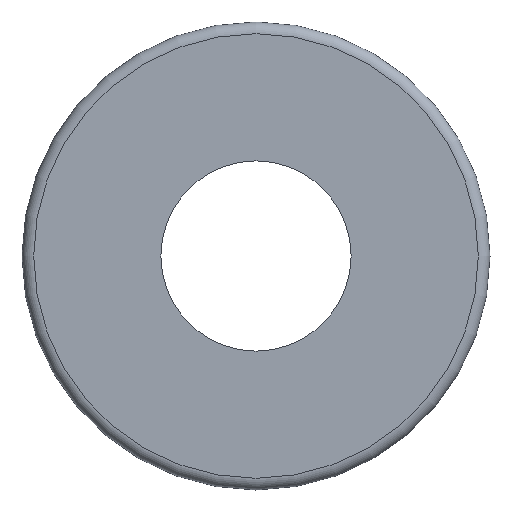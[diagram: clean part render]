
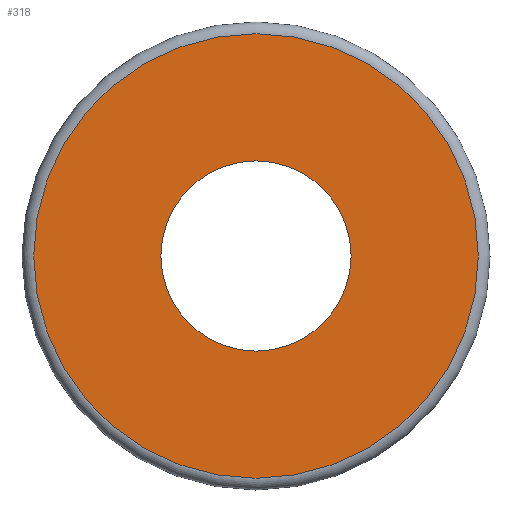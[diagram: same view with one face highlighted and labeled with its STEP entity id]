
A CAD part, front view. The second image highlights one B-rep face of the part: STEP entity #318.
In plain terms, the highlighted planar face has unit normal (0, -1, 0).
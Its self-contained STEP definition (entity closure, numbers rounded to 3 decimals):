
#15=FACE_BOUND('',#87,.T.);
#38=PLANE('',#381);
#62=FACE_OUTER_BOUND('',#86,.T.);
#86=EDGE_LOOP('',(#275));
#87=EDGE_LOOP('',(#276));
#144=CIRCLE('',#375,8.129);
#146=CIRCLE('',#378,19.);
#169=VERTEX_POINT('',#570);
#171=VERTEX_POINT('',#576);
#205=EDGE_CURVE('',#169,#169,#144,.T.);
#208=EDGE_CURVE('',#171,#171,#146,.T.);
#275=ORIENTED_EDGE('',*,*,#208,.F.);
#276=ORIENTED_EDGE('',*,*,#205,.T.);
#318=ADVANCED_FACE('',(#62,#15),#38,.T.);
#375=AXIS2_PLACEMENT_3D('',#571,#479,#480);
#378=AXIS2_PLACEMENT_3D('',#577,#486,#487);
#381=AXIS2_PLACEMENT_3D('',#581,#492,#493);
#479=DIRECTION('center_axis',(0.,1.,0.));
#480=DIRECTION('ref_axis',(1.,0.,0.));
#486=DIRECTION('center_axis',(0.,1.,0.));
#487=DIRECTION('ref_axis',(1.,0.,0.));
#492=DIRECTION('center_axis',(0.,-1.,0.));
#493=DIRECTION('ref_axis',(1.,0.,0.));
#570=CARTESIAN_POINT('',(-8.129,-31.,0.));
#571=CARTESIAN_POINT('Origin',(0.,-31.,0.));
#576=CARTESIAN_POINT('',(0.,-31.,19.));
#577=CARTESIAN_POINT('Origin',(0.,-31.,0.));
#581=CARTESIAN_POINT('Origin',(0.,-31.,0.));
